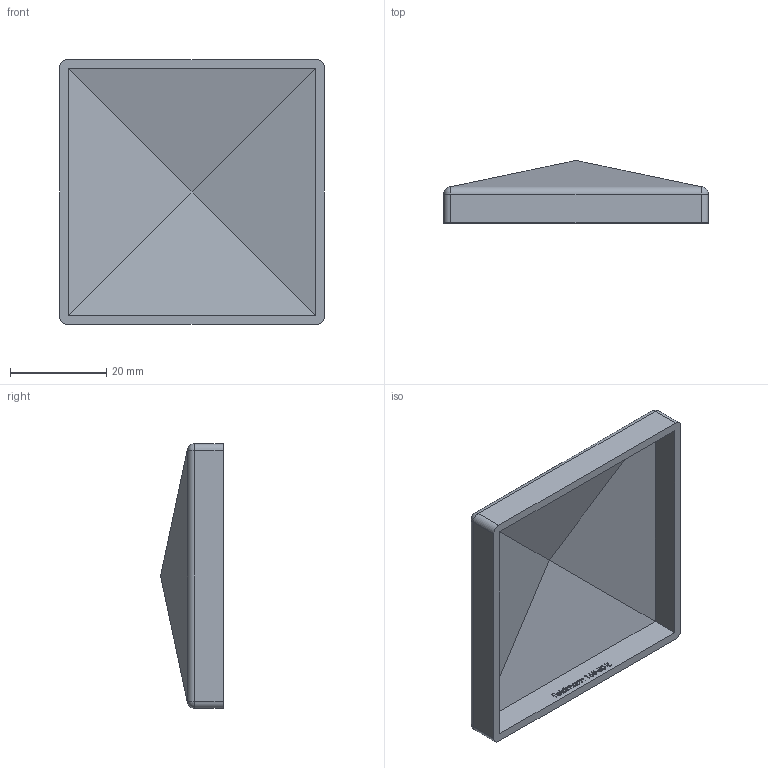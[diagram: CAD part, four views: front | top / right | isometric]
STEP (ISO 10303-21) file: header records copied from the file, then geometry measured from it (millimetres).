
FILE_DESCRIPTION (( 'STEP AP203' ), '1' );
FILE_NAME ('165-50-Z.step', '2021-06-04T11:33:44', ( '' ), ( '' ), 'SwSTEP 2.0', 'SolidWorks 2018', '' );
FILE_SCHEMA (( 'CONFIG_CONTROL_DESIGN' ));
Length unit declared in the file: millimetre
Products named in the file (2): 165-50-Z
Bounding box: 55 x 13 x 55 mm (x, y, z)
Volume: 7619 mm3; surface area: 8846.5 mm2
Topology: 1 solids, 1 shells, 231 faces, 595 edges, 384 vertices
Faces by surface type: plane 129, bspline 82, cylinder 12, sphere 8
Entity records: 11448 total; most frequent: CARTESIAN_POINT 6242, ORIENTED_EDGE 1182, DIRECTION 757, EDGE_CURVE 591, VECTOR 399, LINE 399, VERTEX_POINT 384, EDGE_LOOP 253
